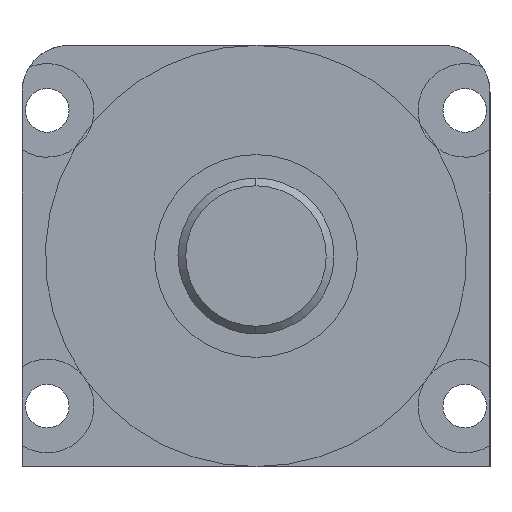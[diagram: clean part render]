
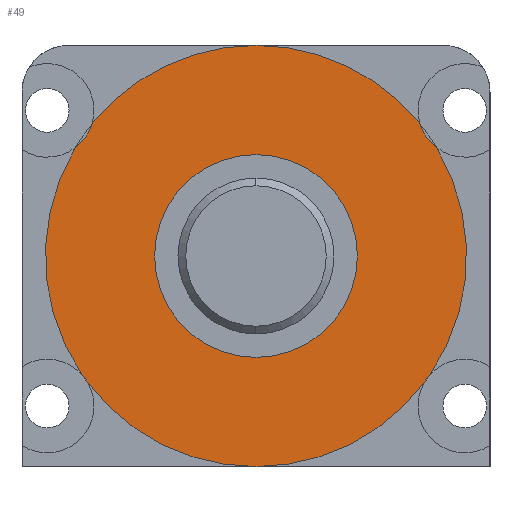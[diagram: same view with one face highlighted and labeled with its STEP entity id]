
A CAD part, left-side view. The second image highlights one B-rep face of the part: STEP entity #49.
In plain terms, the highlighted planar face has unit normal (-1, 0, 0).
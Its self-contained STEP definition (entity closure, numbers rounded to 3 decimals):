
#11 = EDGE_CURVE ( 'NONE', #1402, #1210, #1347, .T. ) ;
#15 = FACE_OUTER_BOUND ( 'NONE', #1396, .T. ) ;
#22 = CARTESIAN_POINT ( 'NONE',  ( -34.3, 0., 0. ) ) ;
#30 = AXIS2_PLACEMENT_3D ( 'NONE', #2340, #2127, #2114 ) ;
#32 = EDGE_CURVE ( 'NONE', #1810, #407, #693, .T. ) ;
#49 = ADVANCED_FACE ( 'NONE', ( #15 ), #2144, .F. ) ;
#52 = CARTESIAN_POINT ( 'NONE',  ( -34.3, 0., 0. ) ) ;
#93 = CARTESIAN_POINT ( 'NONE',  ( -34.3, 0., -13.5 ) ) ;
#95 = EDGE_CURVE ( 'NONE', #521, #599, #385, .T. ) ;
#112 = VERTEX_POINT ( 'NONE', #1331 ) ;
#136 = ORIENTED_EDGE ( 'NONE', *, *, #335, .F. ) ;
#159 = AXIS2_PLACEMENT_3D ( 'NONE', #52, #1282, #678 ) ;
#180 = DIRECTION ( 'NONE',  ( 0., 0., -1. ) ) ;
#191 = CARTESIAN_POINT ( 'NONE',  ( -34.3, 13.385, -9.621 ) ) ;
#335 = EDGE_CURVE ( 'NONE', #2667, #1664, #735, .T. ) ;
#359 = DIRECTION ( 'NONE',  ( -1., 0., 0. ) ) ;
#380 = AXIS2_PLACEMENT_3D ( 'NONE', #2193, #1947, #698 ) ;
#385 = CIRCLE ( 'NONE', #1569, 13.5 ) ;
#397 = ORIENTED_EDGE ( 'NONE', *, *, #2392, .F. ) ;
#407 = VERTEX_POINT ( 'NONE', #872 ) ;
#427 = EDGE_CURVE ( 'NONE', #1664, #910, #690, .T. ) ;
#438 = DIRECTION ( 'NONE',  ( 1., 0., 0. ) ) ;
#449 = DIRECTION ( 'NONE',  ( 1., 0., 0. ) ) ;
#482 = DIRECTION ( 'NONE',  ( 1., 0., 0. ) ) ;
#494 = CARTESIAN_POINT ( 'NONE',  ( -34.3, 0., 0. ) ) ;
#521 = VERTEX_POINT ( 'NONE', #1558 ) ;
#522 = EDGE_CURVE ( 'NONE', #910, #1810, #1361, .T. ) ;
#599 = VERTEX_POINT ( 'NONE', #93 ) ;
#655 = CIRCLE ( 'NONE', #1850, 13.5 ) ;
#678 = DIRECTION ( 'NONE',  ( 0., 0., -1. ) ) ;
#686 = CARTESIAN_POINT ( 'NONE',  ( -34.3, -11.583, 6.935 ) ) ;
#690 = CIRCLE ( 'NONE', #1403, 13.5 ) ;
#693 = CIRCLE ( 'NONE', #159, 13.5 ) ;
#698 = DIRECTION ( 'NONE',  ( 0., 0., 1. ) ) ;
#708 = ORIENTED_EDGE ( 'NONE', *, *, #1252, .F. ) ;
#735 = CIRCLE ( 'NONE', #1702, 3. ) ;
#859 = CIRCLE ( 'NONE', #2610, 13.5 ) ;
#872 = CARTESIAN_POINT ( 'NONE',  ( -34.3, 0., 13.5 ) ) ;
#910 = VERTEX_POINT ( 'NONE', #1955 ) ;
#952 = CARTESIAN_POINT ( 'NONE',  ( -34.3, 0., 0. ) ) ;
#1032 = DIRECTION ( 'NONE',  ( 1., 0., 0. ) ) ;
#1042 = DIRECTION ( 'NONE',  ( 0., 0., 1. ) ) ;
#1070 = DIRECTION ( 'NONE',  ( -1., 0., 0. ) ) ;
#1105 = CARTESIAN_POINT ( 'NONE',  ( -34.3, 10.511, 8.471 ) ) ;
#1210 = VERTEX_POINT ( 'NONE', #686 ) ;
#1220 = ORIENTED_EDGE ( 'NONE', *, *, #2599, .F. ) ;
#1252 = EDGE_CURVE ( 'NONE', #407, #1402, #2726, .T. ) ;
#1256 = EDGE_CURVE ( 'NONE', #1210, #112, #655, .T. ) ;
#1282 = DIRECTION ( 'NONE',  ( 1., 0., 0. ) ) ;
#1331 = CARTESIAN_POINT ( 'NONE',  ( -34.3, -11.124, -7.649 ) ) ;
#1346 = DIRECTION ( 'NONE',  ( 1., 0., 0. ) ) ;
#1347 = CIRCLE ( 'NONE', #2007, 3. ) ;
#1361 = CIRCLE ( 'NONE', #2066, 3. ) ;
#1396 = EDGE_LOOP ( 'NONE', ( #2203, #136, #397, #1694, #1220, #1844, #2325, #708, #1473, #1701 ) ) ;
#1402 = VERTEX_POINT ( 'NONE', #1809 ) ;
#1403 = AXIS2_PLACEMENT_3D ( 'NONE', #1920, #449, #2529 ) ;
#1473 = ORIENTED_EDGE ( 'NONE', *, *, #32, .F. ) ;
#1488 = AXIS2_PLACEMENT_3D ( 'NONE', #1523, #482, #180 ) ;
#1523 = CARTESIAN_POINT ( 'NONE',  ( -34.3, 0., 0. ) ) ;
#1558 = CARTESIAN_POINT ( 'NONE',  ( -34.3, -10.795, -8.106 ) ) ;
#1569 = AXIS2_PLACEMENT_3D ( 'NONE', #952, #1346, #1597 ) ;
#1597 = DIRECTION ( 'NONE',  ( 0., 0., -1. ) ) ;
#1664 = VERTEX_POINT ( 'NONE', #2337 ) ;
#1667 = DIRECTION ( 'NONE',  ( 0., 0., -1. ) ) ;
#1694 = ORIENTED_EDGE ( 'NONE', *, *, #95, .F. ) ;
#1701 = ORIENTED_EDGE ( 'NONE', *, *, #522, .F. ) ;
#1702 = AXIS2_PLACEMENT_3D ( 'NONE', #191, #359, #1042 ) ;
#1809 = CARTESIAN_POINT ( 'NONE',  ( -34.3, -10.511, 8.471 ) ) ;
#1810 = VERTEX_POINT ( 'NONE', #1105 ) ;
#1844 = ORIENTED_EDGE ( 'NONE', *, *, #1256, .F. ) ;
#1850 = AXIS2_PLACEMENT_3D ( 'NONE', #494, #1032, #1863 ) ;
#1863 = DIRECTION ( 'NONE',  ( 0., 0., -1. ) ) ;
#1920 = CARTESIAN_POINT ( 'NONE',  ( -34.3, 0., 0. ) ) ;
#1928 = CARTESIAN_POINT ( 'NONE',  ( -34.3, -13.385, 9.333 ) ) ;
#1947 = DIRECTION ( 'NONE',  ( -1., 0., 0. ) ) ;
#1955 = CARTESIAN_POINT ( 'NONE',  ( -34.3, 11.583, 6.935 ) ) ;
#1985 = DIRECTION ( 'NONE',  ( -1., 0., 0. ) ) ;
#2007 = AXIS2_PLACEMENT_3D ( 'NONE', #1928, #1070, #2560 ) ;
#2066 = AXIS2_PLACEMENT_3D ( 'NONE', #2380, #1985, #2632 ) ;
#2114 = DIRECTION ( 'NONE',  ( 0., 0., -1. ) ) ;
#2127 = DIRECTION ( 'NONE',  ( 1., 0., 0. ) ) ;
#2128 = CIRCLE ( 'NONE', #380, 3. ) ;
#2144 = PLANE ( 'NONE',  #30 ) ;
#2193 = CARTESIAN_POINT ( 'NONE',  ( -34.3, -13.385, -9.621 ) ) ;
#2203 = ORIENTED_EDGE ( 'NONE', *, *, #427, .F. ) ;
#2208 = CARTESIAN_POINT ( 'NONE',  ( -34.3, 10.795, -8.106 ) ) ;
#2325 = ORIENTED_EDGE ( 'NONE', *, *, #11, .F. ) ;
#2337 = CARTESIAN_POINT ( 'NONE',  ( -34.3, 11.124, -7.649 ) ) ;
#2340 = CARTESIAN_POINT ( 'NONE',  ( -34.3, 0., 0. ) ) ;
#2380 = CARTESIAN_POINT ( 'NONE',  ( -34.3, 13.385, 9.333 ) ) ;
#2392 = EDGE_CURVE ( 'NONE', #599, #2667, #859, .T. ) ;
#2529 = DIRECTION ( 'NONE',  ( 0., 0., -1. ) ) ;
#2560 = DIRECTION ( 'NONE',  ( 0., 0., 1. ) ) ;
#2599 = EDGE_CURVE ( 'NONE', #112, #521, #2128, .T. ) ;
#2610 = AXIS2_PLACEMENT_3D ( 'NONE', #22, #438, #1667 ) ;
#2632 = DIRECTION ( 'NONE',  ( 0., 0., 1. ) ) ;
#2667 = VERTEX_POINT ( 'NONE', #2208 ) ;
#2726 = CIRCLE ( 'NONE', #1488, 13.5 ) ;
